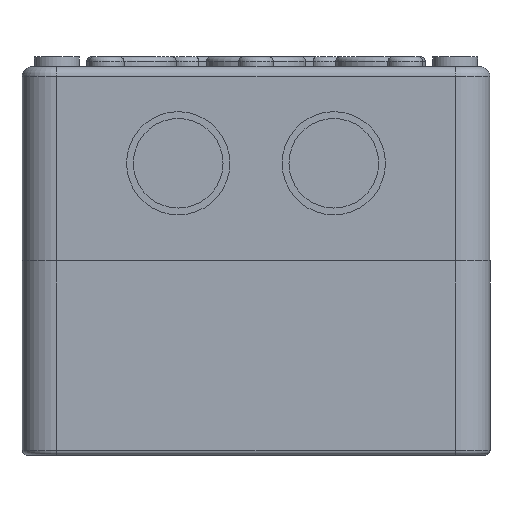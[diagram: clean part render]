
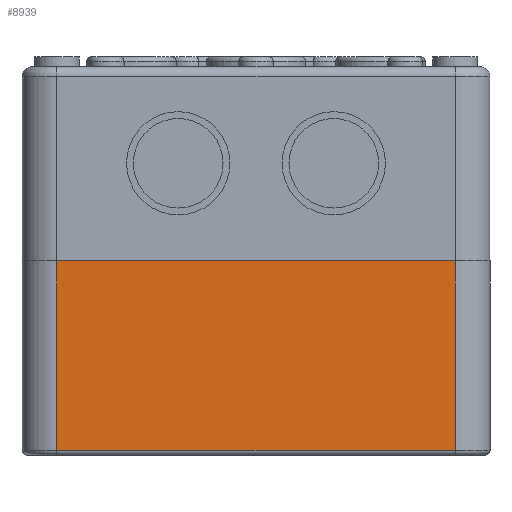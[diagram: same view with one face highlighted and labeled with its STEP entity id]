
A CAD part, front view. The second image highlights one B-rep face of the part: STEP entity #8939.
In plain terms, the highlighted planar face has unit normal (0, -1, 0).
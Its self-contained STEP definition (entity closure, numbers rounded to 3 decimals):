
#474=LINE('',#15581,#978);
#521=LINE('',#15777,#1025);
#533=LINE('',#15813,#1037);
#534=LINE('',#15815,#1038);
#978=VECTOR('',#12825,80.);
#1025=VECTOR('',#13038,80.);
#1037=VECTOR('',#13086,38.);
#1038=VECTOR('',#13089,38.);
#1303=PLANE('',#10166);
#2139=FACE_OUTER_BOUND('',#2970,.T.);
#2970=EDGE_LOOP('',(#7953,#7954,#7955,#7956));
#4415=VERTEX_POINT('',#15578);
#4416=VERTEX_POINT('',#15580);
#4478=VERTEX_POINT('',#15763);
#4482=VERTEX_POINT('',#15775);
#5550=EDGE_CURVE('',#4416,#4415,#474,.T.);
#5643=EDGE_CURVE('',#4482,#4478,#521,.T.);
#5662=EDGE_CURVE('',#4482,#4416,#533,.T.);
#5663=EDGE_CURVE('',#4478,#4415,#534,.T.);
#7953=ORIENTED_EDGE('',*,*,#5643,.F.);
#7954=ORIENTED_EDGE('',*,*,#5662,.T.);
#7955=ORIENTED_EDGE('',*,*,#5550,.T.);
#7956=ORIENTED_EDGE('',*,*,#5663,.F.);
#8939=ADVANCED_FACE('',(#2139),#1303,.T.);
#10166=AXIS2_PLACEMENT_3D('',#15814,#13087,#13088);
#12825=DIRECTION('',(-1.,0.,0.));
#13038=DIRECTION('',(-1.,0.,0.));
#13086=DIRECTION('',(0.,0.,1.));
#13087=DIRECTION('center_axis',(0.,-1.,0.));
#13088=DIRECTION('ref_axis',(0.,0.,-1.));
#13089=DIRECTION('',(0.,0.,1.));
#15578=CARTESIAN_POINT('',(-3.641,-102.18,39.));
#15580=CARTESIAN_POINT('',(76.359,-102.18,39.));
#15581=CARTESIAN_POINT('',(76.359,-102.18,39.));
#15763=CARTESIAN_POINT('',(-3.641,-102.18,1.));
#15775=CARTESIAN_POINT('',(76.359,-102.18,1.));
#15777=CARTESIAN_POINT('',(56.359,-102.18,1.));
#15813=CARTESIAN_POINT('',(76.359,-102.18,0.));
#15814=CARTESIAN_POINT('Origin',(76.359,-102.18,0.));
#15815=CARTESIAN_POINT('',(-3.641,-102.18,0.));
